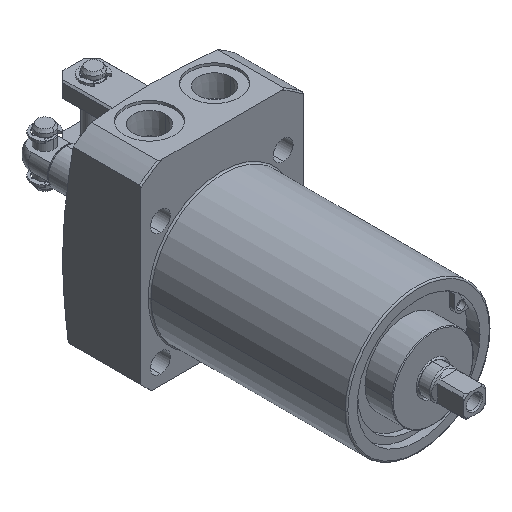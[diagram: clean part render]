
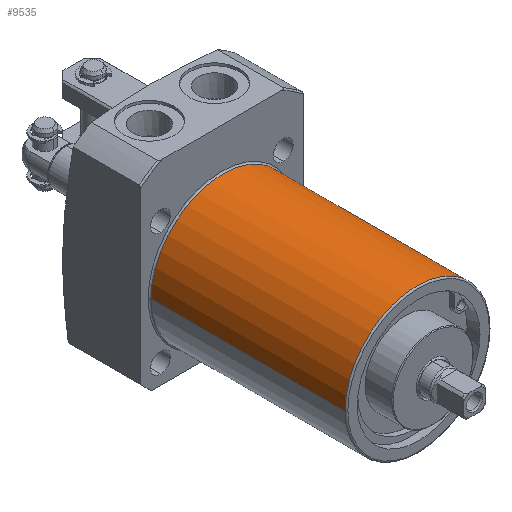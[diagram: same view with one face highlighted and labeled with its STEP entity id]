
A CAD part, isometric view. The second image highlights one B-rep face of the part: STEP entity #9535.
In plain terms, the highlighted cylindrical face has radius 20 mm (diameter 40 mm), a partial arc.
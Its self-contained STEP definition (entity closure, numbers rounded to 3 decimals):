
#1281 = VERTEX_POINT ( 'NONE', #6575 ) ;
#1282 = VERTEX_POINT ( 'NONE', #6576 ) ;
#1283 = VERTEX_POINT ( 'NONE', #6577 ) ;
#1284 = VERTEX_POINT ( 'NONE', #6578 ) ;
#2361 = AXIS2_PLACEMENT_3D ( 'NONE', #8854, #8855, #8856 ) ;
#2364 = AXIS2_PLACEMENT_3D ( 'NONE', #8860, #8864, #8865 ) ;
#2366 = VECTOR ( 'NONE', #8863, 1000. ) ;
#2369 = VECTOR ( 'NONE', #8869, 1000. ) ;
#3380 = ORIENTED_EDGE ( 'NONE', *, *, #9944, .F. ) ;
#3381 = ORIENTED_EDGE ( 'NONE', *, *, #9942, .T. ) ;
#3382 = ORIENTED_EDGE ( 'NONE', *, *, #9943, .F. ) ;
#3383 = ORIENTED_EDGE ( 'NONE', *, *, #9940, .T. ) ;
#3555 = EDGE_LOOP ( 'NONE', ( #3383, #3381, #3382, #3380 ) ) ;
#6575 = CARTESIAN_POINT ( 'NONE',  ( -20., -24.6, 0. ) ) ;
#6576 = CARTESIAN_POINT ( 'NONE',  ( 20., -24.6, 0. ) ) ;
#6577 = CARTESIAN_POINT ( 'NONE',  ( -20., -78.3, 0. ) ) ;
#6578 = CARTESIAN_POINT ( 'NONE',  ( 20., -78.3, 0. ) ) ;
#8142 = CIRCLE ( 'NONE', #2361, 20. ) ;
#8144 = CIRCLE ( 'NONE', #2364, 20. ) ;
#8624 = CYLINDRICAL_SURFACE ( 'NONE', #8627, 20. ) ;
#8625 = FACE_OUTER_BOUND ( 'NONE', #3555, .T. ) ;
#8627 = AXIS2_PLACEMENT_3D ( 'NONE', #10828, #10829, #10830 ) ;
#8854 = CARTESIAN_POINT ( 'NONE',  ( 0., -78.3, 0. ) ) ;
#8855 = DIRECTION ( 'NONE',  ( 0., 1., 0. ) ) ;
#8856 = DIRECTION ( 'NONE',  ( -1., 0., 0. ) ) ;
#8860 = CARTESIAN_POINT ( 'NONE',  ( 0., -24.6, 0. ) ) ;
#8861 = LINE ( 'NONE', #8862, #2366 ) ;
#8862 = CARTESIAN_POINT ( 'NONE',  ( 20., 0., 0. ) ) ;
#8863 = DIRECTION ( 'NONE',  ( 0., 1., 0. ) ) ;
#8864 = DIRECTION ( 'NONE',  ( 0., 1., 0. ) ) ;
#8865 = DIRECTION ( 'NONE',  ( -1., 0., 0. ) ) ;
#8867 = LINE ( 'NONE', #8868, #2369 ) ;
#8868 = CARTESIAN_POINT ( 'NONE',  ( -20., 0., 0. ) ) ;
#8869 = DIRECTION ( 'NONE',  ( 0., 1., 0. ) ) ;
#9535 = ADVANCED_FACE ( 'NONE', ( #8625 ), #8624, .T. ) ;
#9940 = EDGE_CURVE ( 'NONE', #1283, #1284, #8142, .T. ) ;
#9942 = EDGE_CURVE ( 'NONE', #1284, #1282, #8861, .T. ) ;
#9943 = EDGE_CURVE ( 'NONE', #1281, #1282, #8144, .T. ) ;
#9944 = EDGE_CURVE ( 'NONE', #1283, #1281, #8867, .T. ) ;
#10828 = CARTESIAN_POINT ( 'NONE',  ( 0., 0., 0. ) ) ;
#10829 = DIRECTION ( 'NONE',  ( 0., 1., 0. ) ) ;
#10830 = DIRECTION ( 'NONE',  ( -1., 0., 0. ) ) ;
